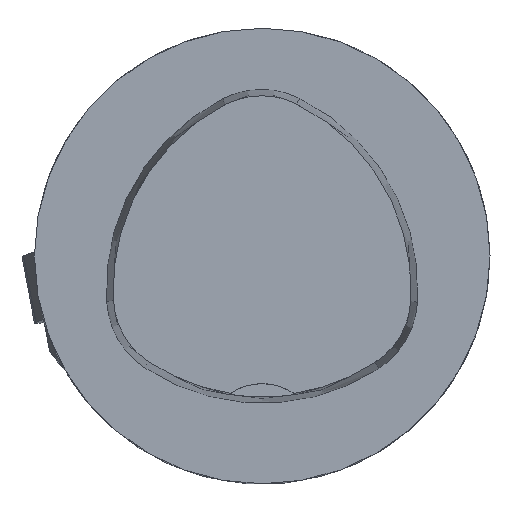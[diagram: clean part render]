
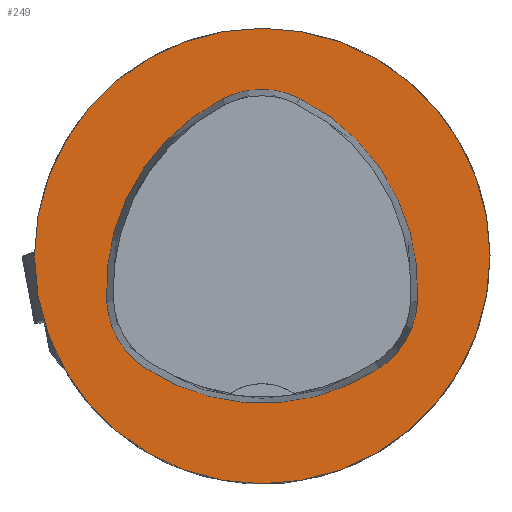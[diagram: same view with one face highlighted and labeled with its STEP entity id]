
A CAD part, top view. The second image highlights one B-rep face of the part: STEP entity #249.
In plain terms, the highlighted planar face has unit normal (0, 0, 1).
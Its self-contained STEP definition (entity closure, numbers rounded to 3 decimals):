
#249=ADVANCED_FACE('',(#517,#518),#308,.T.);
#308=PLANE('',#1506);
#517=FACE_BOUND('',#565,.T.);
#518=FACE_BOUND('',#566,.T.);
#565=EDGE_LOOP('',(#805,#806,#807,#808,#809,#810));
#566=EDGE_LOOP('',(#811));
#805=ORIENTED_EDGE('',*,*,#1228,.T.);
#806=ORIENTED_EDGE('',*,*,#1208,.T.);
#807=ORIENTED_EDGE('',*,*,#1212,.T.);
#808=ORIENTED_EDGE('',*,*,#1215,.T.);
#809=ORIENTED_EDGE('',*,*,#1218,.T.);
#810=ORIENTED_EDGE('',*,*,#1226,.T.);
#811=ORIENTED_EDGE('',*,*,#1199,.F.);
#1058=VERTEX_POINT('',#2361);
#1067=VERTEX_POINT('',#2380);
#1068=VERTEX_POINT('',#2381);
#1071=VERTEX_POINT('',#2389);
#1073=VERTEX_POINT('',#2395);
#1075=VERTEX_POINT('',#2401);
#1082=VERTEX_POINT('',#2422);
#1199=EDGE_CURVE('',#1058,#1058,#1302,.T.);
#1208=EDGE_CURVE('',#1067,#1068,#1303,.T.);
#1212=EDGE_CURVE('',#1068,#1071,#1305,.T.);
#1215=EDGE_CURVE('',#1071,#1073,#1307,.T.);
#1218=EDGE_CURVE('',#1073,#1075,#1309,.T.);
#1226=EDGE_CURVE('',#1075,#1082,#1313,.T.);
#1228=EDGE_CURVE('',#1082,#1067,#1315,.T.);
#1302=CIRCLE('',#1478,16.);
#1303=CIRCLE('',#1484,15.);
#1305=CIRCLE('',#1487,6.);
#1307=CIRCLE('',#1490,15.);
#1309=CIRCLE('',#1493,6.);
#1313=CIRCLE('',#1498,15.);
#1315=CIRCLE('',#1501,6.);
#1478=AXIS2_PLACEMENT_3D('',#2360,#1755,#1756);
#1484=AXIS2_PLACEMENT_3D('',#2379,#1771,#1772);
#1487=AXIS2_PLACEMENT_3D('',#2388,#1779,#1780);
#1490=AXIS2_PLACEMENT_3D('',#2394,#1786,#1787);
#1493=AXIS2_PLACEMENT_3D('',#2400,#1793,#1794);
#1498=AXIS2_PLACEMENT_3D('',#2423,#1805,#1806);
#1501=AXIS2_PLACEMENT_3D('',#2426,#1811,#1812);
#1506=AXIS2_PLACEMENT_3D('',#2431,#1821,#1822);
#1755=DIRECTION('',(0.,0.,-1.));
#1756=DIRECTION('',(-1.,0.,0.));
#1771=DIRECTION('',(0.,0.,-1.));
#1772=DIRECTION('',(-1.,0.,0.));
#1779=DIRECTION('',(0.,0.,-1.));
#1780=DIRECTION('',(-1.,0.,0.));
#1786=DIRECTION('',(0.,0.,-1.));
#1787=DIRECTION('',(-1.,0.,0.));
#1793=DIRECTION('',(0.,0.,-1.));
#1794=DIRECTION('',(-1.,0.,0.));
#1805=DIRECTION('',(0.,0.,-1.));
#1806=DIRECTION('',(-1.,0.,0.));
#1811=DIRECTION('',(0.,0.,-1.));
#1812=DIRECTION('',(-1.,0.,0.));
#1821=DIRECTION('',(0.,0.,1.));
#1822=DIRECTION('',(1.,0.,0.));
#2360=CARTESIAN_POINT('',(0.,0.,
0.));
#2361=CARTESIAN_POINT('',(-16.,0.,0.));
#2379=CARTESIAN_POINT('',(4.048,-2.316,0.));
#2380=CARTESIAN_POINT('',(-10.926,-3.206,0.));
#2381=CARTESIAN_POINT('',(-2.774,11.043,0.));
#2388=CARTESIAN_POINT('',(-0.045,5.7,0.));
#2389=CARTESIAN_POINT('',(2.638,11.066,0.));
#2394=CARTESIAN_POINT('',(-4.07,-2.35,0.));
#2395=CARTESIAN_POINT('',(10.903,-3.249,0.));
#2400=CARTESIAN_POINT('',(4.914,-2.889,0.));
#2401=CARTESIAN_POINT('',(8.177,-7.924,0.));
#2422=CARTESIAN_POINT('',(-8.24,-7.859,0.));
#2423=CARTESIAN_POINT('',(0.019,4.663,0.));
#2426=CARTESIAN_POINT('',(-4.936,-2.85,0.));
#2431=CARTESIAN_POINT('',(0.,0.,
0.));
